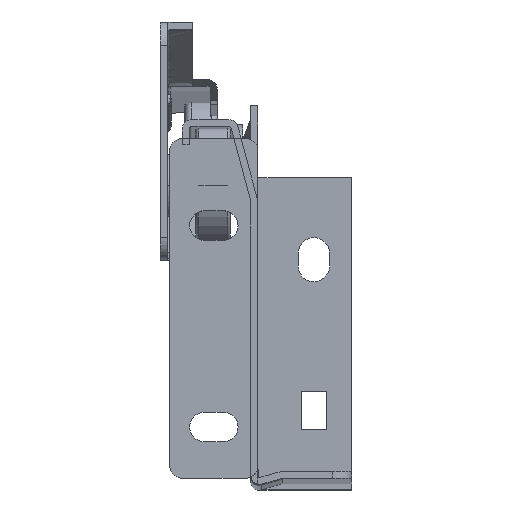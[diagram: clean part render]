
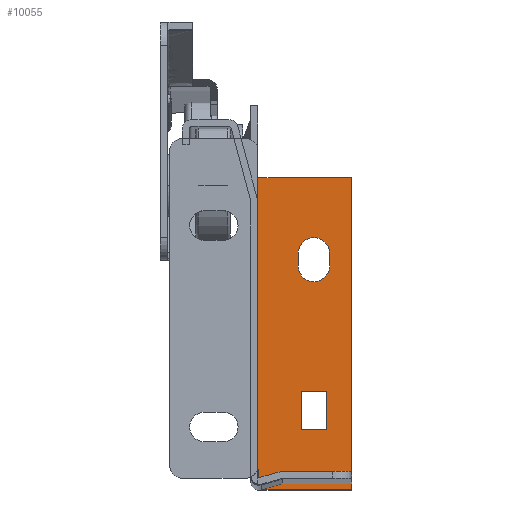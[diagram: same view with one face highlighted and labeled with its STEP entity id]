
A CAD part, top view. The second image highlights one B-rep face of the part: STEP entity #10055.
In plain terms, the highlighted planar face has unit normal (0, 0, 1).
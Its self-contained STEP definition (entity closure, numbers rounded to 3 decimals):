
#174 = DIRECTION ( 'NONE',  ( 0., -1., 0. ) ) ;
#193 = EDGE_CURVE ( 'NONE', #8009, #4320, #1405, .T. ) ;
#200 = CARTESIAN_POINT ( 'NONE',  ( 0., -2.091, -496.9 ) ) ;
#251 = ORIENTED_EDGE ( 'NONE', *, *, #7509, .F. ) ;
#280 = AXIS2_PLACEMENT_3D ( 'NONE', #8951, #7949, #4803 ) ;
#313 = CARTESIAN_POINT ( 'NONE',  ( -64.49, 47.5, -496.9 ) ) ;
#348 = VECTOR ( 'NONE', #3568, 1000. ) ;
#418 = EDGE_CURVE ( 'NONE', #4027, #7155, #10005, .T. ) ;
#560 = CARTESIAN_POINT ( 'NONE',  ( -14.887, -2.091, -496.9 ) ) ;
#716 = CARTESIAN_POINT ( 'NONE',  ( -8., 13.5, -496.9 ) ) ;
#717 = ORIENTED_EDGE ( 'NONE', *, *, #719, .F. ) ;
#719 = EDGE_CURVE ( 'NONE', #7155, #3874, #4289, .T. ) ;
#817 = VERTEX_POINT ( 'NONE', #2846 ) ;
#1132 = CARTESIAN_POINT ( 'NONE',  ( 0., -2.091, -496.9 ) ) ;
#1277 = EDGE_CURVE ( 'NONE', #4320, #9804, #10179, .T. ) ;
#1405 = LINE ( 'NONE', #4590, #9701 ) ;
#1429 = CARTESIAN_POINT ( 'NONE',  ( -3.5, 35.5, -496.9 ) ) ;
#1521 = EDGE_LOOP ( 'NONE', ( #8972, #9194, #9026, #251 ) ) ;
#1835 = DIRECTION ( 'NONE',  ( 1., 0., 0. ) ) ;
#1909 = DIRECTION ( 'NONE',  ( 1., 0., 0. ) ) ;
#1972 = CIRCLE ( 'NONE', #280, 2.5 ) ;
#2389 = CARTESIAN_POINT ( 'NONE',  ( -64.49, -2.091, -496.9 ) ) ;
#2629 = VECTOR ( 'NONE', #7344, 1000. ) ;
#2645 = DIRECTION ( 'NONE',  ( 0., 1., 0. ) ) ;
#2776 = CARTESIAN_POINT ( 'NONE',  ( -6., 35.5, -496.9 ) ) ;
#2827 = CARTESIAN_POINT ( 'NONE',  ( -4., 13.5, -496.9 ) ) ;
#2846 = CARTESIAN_POINT ( 'NONE',  ( -14.887, -2.091, -496.9 ) ) ;
#2855 = EDGE_CURVE ( 'NONE', #4916, #10047, #3503, .T. ) ;
#2911 = EDGE_CURVE ( 'NONE', #8593, #4916, #4890, .T. ) ;
#3062 = ORIENTED_EDGE ( 'NONE', *, *, #3484, .F. ) ;
#3079 = DIRECTION ( 'NONE',  ( 1., 0., 0. ) ) ;
#3100 = ORIENTED_EDGE ( 'NONE', *, *, #193, .F. ) ;
#3406 = CARTESIAN_POINT ( 'NONE',  ( -4., 13.5, -496.9 ) ) ;
#3484 = EDGE_CURVE ( 'NONE', #817, #4027, #7804, .T. ) ;
#3503 = LINE ( 'NONE', #3406, #4497 ) ;
#3568 = DIRECTION ( 'NONE',  ( 1., 0., 0. ) ) ;
#3764 = ORIENTED_EDGE ( 'NONE', *, *, #418, .F. ) ;
#3803 = DIRECTION ( 'NONE',  ( 0., 1., 0. ) ) ;
#3845 = DIRECTION ( 'NONE',  ( 0., 1., 0. ) ) ;
#3874 = VERTEX_POINT ( 'NONE', #1132 ) ;
#3894 = CARTESIAN_POINT ( 'NONE',  ( -8.5, 35.5, -496.9 ) ) ;
#4027 = VERTEX_POINT ( 'NONE', #7147 ) ;
#4100 = CARTESIAN_POINT ( 'NONE',  ( -4., 7.5, -496.9 ) ) ;
#4289 = LINE ( 'NONE', #200, #7440 ) ;
#4320 = VERTEX_POINT ( 'NONE', #1429 ) ;
#4429 = CARTESIAN_POINT ( 'NONE',  ( -8., 13.5, -496.9 ) ) ;
#4497 = VECTOR ( 'NONE', #2645, 1000. ) ;
#4565 = LINE ( 'NONE', #2389, #10096 ) ;
#4590 = CARTESIAN_POINT ( 'NONE',  ( -3.5, 35.5, -496.9 ) ) ;
#4634 = VERTEX_POINT ( 'NONE', #4429 ) ;
#4803 = DIRECTION ( 'NONE',  ( 1., 0., 0. ) ) ;
#4890 = LINE ( 'NONE', #4100, #2629 ) ;
#4916 = VERTEX_POINT ( 'NONE', #6549 ) ;
#5282 = DIRECTION ( 'NONE',  ( -1., 0., 0. ) ) ;
#5314 = ORIENTED_EDGE ( 'NONE', *, *, #9540, .F. ) ;
#5640 = CARTESIAN_POINT ( 'NONE',  ( -8., 7.5, -496.9 ) ) ;
#5697 = ORIENTED_EDGE ( 'NONE', *, *, #7652, .F. ) ;
#5759 = LINE ( 'NONE', #9059, #8478 ) ;
#6028 = DIRECTION ( 'NONE',  ( 0., 0., 1. ) ) ;
#6163 = FACE_BOUND ( 'NONE', #7778, .T. ) ;
#6299 = LINE ( 'NONE', #716, #6918 ) ;
#6549 = CARTESIAN_POINT ( 'NONE',  ( -4., 7.5, -496.9 ) ) ;
#6701 = AXIS2_PLACEMENT_3D ( 'NONE', #7548, #9364, #1909 ) ;
#6804 = FACE_OUTER_BOUND ( 'NONE', #8712, .T. ) ;
#6918 = VECTOR ( 'NONE', #8110, 1000. ) ;
#6975 = VERTEX_POINT ( 'NONE', #8236 ) ;
#7121 = AXIS2_PLACEMENT_3D ( 'NONE', #2776, #6028, #1835 ) ;
#7147 = CARTESIAN_POINT ( 'NONE',  ( -14.887, 47.5, -496.9 ) ) ;
#7149 = ORIENTED_EDGE ( 'NONE', *, *, #10192, .T. ) ;
#7155 = VERTEX_POINT ( 'NONE', #8664 ) ;
#7344 = DIRECTION ( 'NONE',  ( 1., 0., 0. ) ) ;
#7440 = VECTOR ( 'NONE', #9931, 1000. ) ;
#7509 = EDGE_CURVE ( 'NONE', #10047, #4634, #8544, .T. ) ;
#7548 = CARTESIAN_POINT ( 'NONE',  ( -64.49, -2.091, -496.9 ) ) ;
#7652 = EDGE_CURVE ( 'NONE', #6975, #8009, #1972, .T. ) ;
#7664 = FACE_BOUND ( 'NONE', #1521, .T. ) ;
#7744 = VECTOR ( 'NONE', #3803, 1000. ) ;
#7778 = EDGE_LOOP ( 'NONE', ( #9881, #3100, #5697, #5314 ) ) ;
#7804 = LINE ( 'NONE', #560, #7744 ) ;
#7949 = DIRECTION ( 'NONE',  ( 0., 0., 1. ) ) ;
#8009 = VERTEX_POINT ( 'NONE', #10437 ) ;
#8110 = DIRECTION ( 'NONE',  ( 0., -1., 0. ) ) ;
#8236 = CARTESIAN_POINT ( 'NONE',  ( -8.5, 33.5, -496.9 ) ) ;
#8245 = EDGE_CURVE ( 'NONE', #4634, #8593, #6299, .T. ) ;
#8478 = VECTOR ( 'NONE', #174, 1000. ) ;
#8544 = LINE ( 'NONE', #2827, #10319 ) ;
#8593 = VERTEX_POINT ( 'NONE', #5640 ) ;
#8664 = CARTESIAN_POINT ( 'NONE',  ( 0., 47.5, -496.9 ) ) ;
#8712 = EDGE_LOOP ( 'NONE', ( #3062, #7149, #717, #3764 ) ) ;
#8951 = CARTESIAN_POINT ( 'NONE',  ( -6., 33.5, -496.9 ) ) ;
#8972 = ORIENTED_EDGE ( 'NONE', *, *, #2855, .F. ) ;
#9026 = ORIENTED_EDGE ( 'NONE', *, *, #8245, .F. ) ;
#9059 = CARTESIAN_POINT ( 'NONE',  ( -8.5, 35.5, -496.9 ) ) ;
#9194 = ORIENTED_EDGE ( 'NONE', *, *, #2911, .F. ) ;
#9202 = PLANE ( 'NONE',  #6701 ) ;
#9364 = DIRECTION ( 'NONE',  ( 0., 0., 1. ) ) ;
#9540 = EDGE_CURVE ( 'NONE', #9804, #6975, #5759, .T. ) ;
#9701 = VECTOR ( 'NONE', #3845, 1000. ) ;
#9804 = VERTEX_POINT ( 'NONE', #3894 ) ;
#9881 = ORIENTED_EDGE ( 'NONE', *, *, #1277, .F. ) ;
#9931 = DIRECTION ( 'NONE',  ( 0., -1., 0. ) ) ;
#9998 = CARTESIAN_POINT ( 'NONE',  ( -4., 13.5, -496.9 ) ) ;
#10005 = LINE ( 'NONE', #313, #348 ) ;
#10047 = VERTEX_POINT ( 'NONE', #9998 ) ;
#10055 = ADVANCED_FACE ( 'NONE', ( #7664, #6163, #6804 ), #9202, .T. ) ;
#10096 = VECTOR ( 'NONE', #3079, 1000. ) ;
#10179 = CIRCLE ( 'NONE', #7121, 2.5 ) ;
#10192 = EDGE_CURVE ( 'NONE', #817, #3874, #4565, .T. ) ;
#10319 = VECTOR ( 'NONE', #5282, 1000. ) ;
#10437 = CARTESIAN_POINT ( 'NONE',  ( -3.5, 33.5, -496.9 ) ) ;
